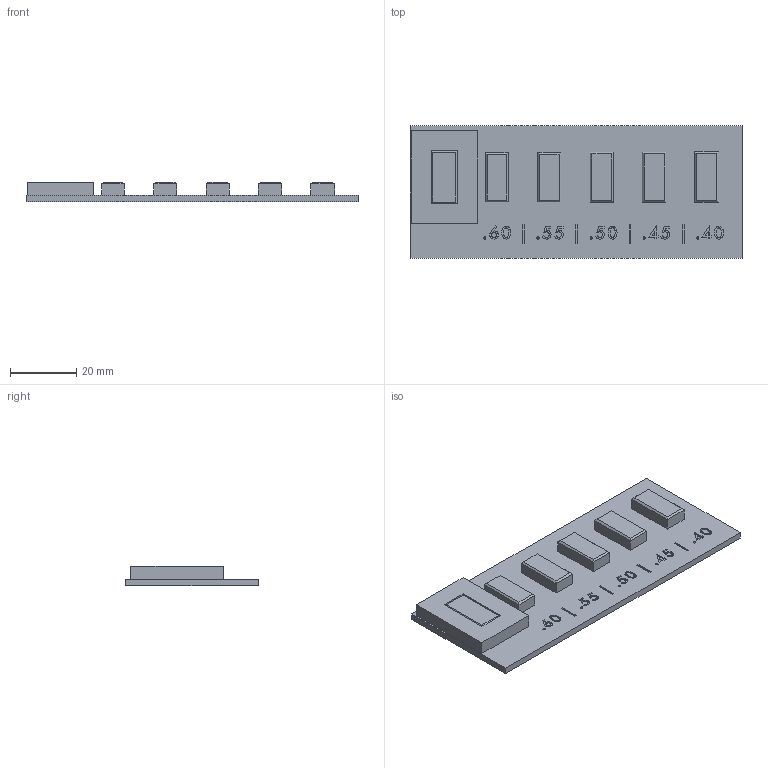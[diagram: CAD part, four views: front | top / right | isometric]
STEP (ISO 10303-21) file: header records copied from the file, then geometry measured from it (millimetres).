
FILE_DESCRIPTION(/* description */ (''),/* implementation_level */ '2;1');
FILE_NAME(/* name */ 'Tolerance Check v1.step',/* time_stamp */ '2024-04-25T19:55:13-07:00',/* author */ (''),/* organization */ (''),/* preprocessor_version */ 'ST-DEVELOPER v20',/* originating_system */ 'Autodesk Translation Framework v12.20.1.177',/* authorisation */ '');
FILE_SCHEMA (('AUTOMOTIVE_DESIGN { 1 0 10303 214 3 1 1 }'));
Length unit declared in the file: millimetre
Products named in the file (2): Tolerance Check; Component1
Assembly tree (1 placements, depth 2):
  Tolerance Check
    Component1
Bounding box: 100 x 40 x 6 mm (x, y, z)
Volume: 12278.8 mm3; surface area: 11105.4 mm2
Topology: 2 solids, 2 shells, 318 faces, 825 edges, 542 vertices
Faces by surface type: plane 166, bspline 152
Entity records: 11055 total; most frequent: CARTESIAN_POINT 4272, ORIENTED_EDGE 1650, DIRECTION 859, EDGE_CURVE 825, VERTEX_POINT 542, LINE 521, VECTOR 521, EDGE_LOOP 351
